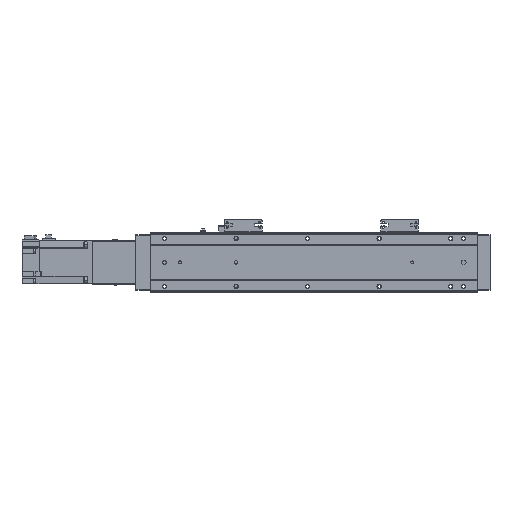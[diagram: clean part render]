
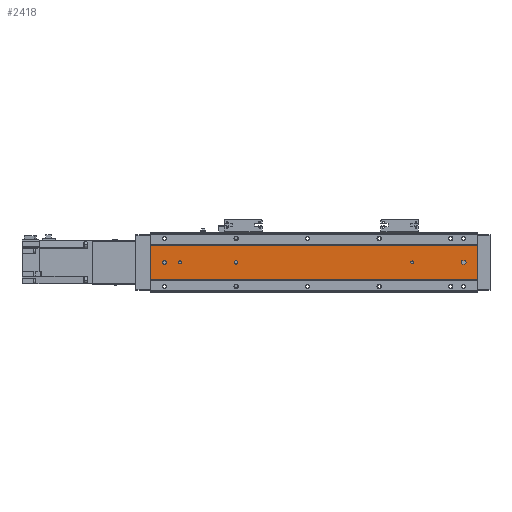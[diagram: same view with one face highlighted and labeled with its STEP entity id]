
A CAD part, front view. The second image highlights one B-rep face of the part: STEP entity #2418.
In plain terms, the highlighted planar face has unit normal (0, -1, 0).
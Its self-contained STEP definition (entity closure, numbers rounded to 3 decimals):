
#61 = CIRCLE ( 'NONE', #14026, 2.1 ) ;
#123 = LINE ( 'NONE', #9149, #6850 ) ;
#230 = DIRECTION ( 'NONE',  ( 0., 0., -1. ) ) ;
#1279 = VERTEX_POINT ( 'NONE', #20829 ) ;
#1651 = CARTESIAN_POINT ( 'NONE',  ( 20., 1., 0. ) ) ;
#1700 = VERTEX_POINT ( 'NONE', #17150 ) ;
#1745 = DIRECTION ( 'NONE',  ( 0., 0., 1. ) ) ;
#2125 = DIRECTION ( 'NONE',  ( -1., 0., 0. ) ) ;
#2310 = VECTOR ( 'NONE', #230, 1000. ) ;
#2398 = VERTEX_POINT ( 'NONE', #2799 ) ;
#2418 = ADVANCED_FACE ( 'NONE', ( #5410, #22865, #5126, #3093, #18800, #25186 ), #11698, .F. ) ;
#2447 = DIRECTION ( 'NONE',  ( 0., 0., 1. ) ) ;
#2533 = EDGE_LOOP ( 'NONE', ( #5700, #18044, #26419, #15692 ) ) ;
#2761 = DIRECTION ( 'NONE',  ( 0., 0., 1. ) ) ;
#2799 = CARTESIAN_POINT ( 'NONE',  ( 20., 1., -2.5 ) ) ;
#2873 = AXIS2_PLACEMENT_3D ( 'NONE', #7127, #18480, #2761 ) ;
#3093 = FACE_BOUND ( 'NONE', #11548, .T. ) ;
#3434 = CIRCLE ( 'NONE', #3908, 2.1 ) ;
#3469 = EDGE_CURVE ( 'NONE', #20949, #1279, #23937, .T. ) ;
#3545 = ORIENTED_EDGE ( 'NONE', *, *, #14298, .F. ) ;
#3784 = DIRECTION ( 'NONE',  ( 0., -1., 0. ) ) ;
#3908 = AXIS2_PLACEMENT_3D ( 'NONE', #20625, #7672, #19024 ) ;
#4638 = CARTESIAN_POINT ( 'NONE',  ( 20., 1., 0. ) ) ;
#4648 = ORIENTED_EDGE ( 'NONE', *, *, #13769, .F. ) ;
#5126 = FACE_BOUND ( 'NONE', #7701, .T. ) ;
#5410 = FACE_OUTER_BOUND ( 'NONE', #2533, .T. ) ;
#5693 = DIRECTION ( 'NONE',  ( 1., 0., 0. ) ) ;
#5700 = ORIENTED_EDGE ( 'NONE', *, *, #21589, .T. ) ;
#5811 = DIRECTION ( 'NONE',  ( 0., -1., 0. ) ) ;
#6081 = VERTEX_POINT ( 'NONE', #25459 ) ;
#6826 = DIRECTION ( 'NONE',  ( -1., 0., 0. ) ) ;
#6850 = VECTOR ( 'NONE', #6826, 1000. ) ;
#7127 = CARTESIAN_POINT ( 'NONE',  ( 120., 1., 0. ) ) ;
#7346 = ORIENTED_EDGE ( 'NONE', *, *, #23158, .F. ) ;
#7672 = DIRECTION ( 'NONE',  ( 0., -1., 0. ) ) ;
#7701 = EDGE_LOOP ( 'NONE', ( #28681, #3545 ) ) ;
#7855 = LINE ( 'NONE', #16738, #19328 ) ;
#7958 = CIRCLE ( 'NONE', #21418, 2.1 ) ;
#8067 = CARTESIAN_POINT ( 'NONE',  ( 458., 1., -23.876 ) ) ;
#8598 = ORIENTED_EDGE ( 'NONE', *, *, #17213, .F. ) ;
#8811 = LINE ( 'NONE', #24220, #24135 ) ;
#8918 = ORIENTED_EDGE ( 'NONE', *, *, #10107, .F. ) ;
#8950 = DIRECTION ( 'NONE',  ( 0., 0., -1. ) ) ;
#9149 = CARTESIAN_POINT ( 'NONE',  ( 458., 1., 2.5 ) ) ;
#9987 = CIRCLE ( 'NONE', #13701, 2.5 ) ;
#10040 = CARTESIAN_POINT ( 'NONE',  ( 437., 1., -2.5 ) ) ;
#10058 = VERTEX_POINT ( 'NONE', #13266 ) ;
#10107 = EDGE_CURVE ( 'NONE', #27260, #13943, #20975, .T. ) ;
#10546 = CARTESIAN_POINT ( 'NONE',  ( 437., 1., 2.5 ) ) ;
#10837 = CARTESIAN_POINT ( 'NONE',  ( 0., 1., 23.876 ) ) ;
#11158 = CARTESIAN_POINT ( 'NONE',  ( 366.45, 1., 0. ) ) ;
#11320 = CARTESIAN_POINT ( 'NONE',  ( 0., 1., 23.876 ) ) ;
#11548 = EDGE_LOOP ( 'NONE', ( #16860, #23593 ) ) ;
#11698 = PLANE ( 'NONE',  #27349 ) ;
#11703 = CARTESIAN_POINT ( 'NONE',  ( 458., 1., 23.876 ) ) ;
#11728 = VECTOR ( 'NONE', #2125, 1000. ) ;
#11980 = CIRCLE ( 'NONE', #26828, 2.5 ) ;
#12553 = VECTOR ( 'NONE', #13070, 1000. ) ;
#12714 = EDGE_CURVE ( 'NONE', #13301, #16374, #8811, .T. ) ;
#12786 = LINE ( 'NONE', #15096, #12553 ) ;
#12929 = DIRECTION ( 'NONE',  ( 0., -1., 0. ) ) ;
#13054 = CIRCLE ( 'NONE', #16311, 2.5 ) ;
#13070 = DIRECTION ( 'NONE',  ( -1., 0., 0. ) ) ;
#13266 = CARTESIAN_POINT ( 'NONE',  ( 41.75, 1., 2.1 ) ) ;
#13301 = VERTEX_POINT ( 'NONE', #11703 ) ;
#13535 = DIRECTION ( 'NONE',  ( 0., -1., 0. ) ) ;
#13691 = ORIENTED_EDGE ( 'NONE', *, *, #20038, .F. ) ;
#13696 = EDGE_LOOP ( 'NONE', ( #7346, #23338 ) ) ;
#13701 = AXIS2_PLACEMENT_3D ( 'NONE', #21770, #12929, #24529 ) ;
#13769 = EDGE_CURVE ( 'NONE', #13943, #27260, #13054, .T. ) ;
#13943 = VERTEX_POINT ( 'NONE', #28473 ) ;
#14026 = AXIS2_PLACEMENT_3D ( 'NONE', #15264, #14973, #24118 ) ;
#14275 = VERTEX_POINT ( 'NONE', #10546 ) ;
#14298 = EDGE_CURVE ( 'NONE', #1279, #20949, #7958, .T. ) ;
#14421 = EDGE_LOOP ( 'NONE', ( #8598, #14994, #13691, #22415 ) ) ;
#14559 = DIRECTION ( 'NONE',  ( 1., 0., 0. ) ) ;
#14651 = VERTEX_POINT ( 'NONE', #14875 ) ;
#14875 = CARTESIAN_POINT ( 'NONE',  ( 439., 1., 2.5 ) ) ;
#14973 = DIRECTION ( 'NONE',  ( 0., -1., 0. ) ) ;
#14994 = ORIENTED_EDGE ( 'NONE', *, *, #27750, .F. ) ;
#15096 = CARTESIAN_POINT ( 'NONE',  ( 458., 1., 23.876 ) ) ;
#15264 = CARTESIAN_POINT ( 'NONE',  ( 41.75, 1., 0. ) ) ;
#15655 = DIRECTION ( 'NONE',  ( 0., -1., 0. ) ) ;
#15692 = ORIENTED_EDGE ( 'NONE', *, *, #21513, .T. ) ;
#15736 = EDGE_CURVE ( 'NONE', #10058, #6081, #3434, .T. ) ;
#16311 = AXIS2_PLACEMENT_3D ( 'NONE', #25588, #5811, #25872 ) ;
#16351 = EDGE_CURVE ( 'NONE', #2398, #1700, #16518, .T. ) ;
#16374 = VERTEX_POINT ( 'NONE', #8067 ) ;
#16484 = CIRCLE ( 'NONE', #19711, 2.5 ) ;
#16518 = CIRCLE ( 'NONE', #28571, 2.5 ) ;
#16738 = CARTESIAN_POINT ( 'NONE',  ( 458., 1., -2.5 ) ) ;
#16860 = ORIENTED_EDGE ( 'NONE', *, *, #16351, .F. ) ;
#17150 = CARTESIAN_POINT ( 'NONE',  ( 20., 1., 2.5 ) ) ;
#17198 = VERTEX_POINT ( 'NONE', #10040 ) ;
#17213 = EDGE_CURVE ( 'NONE', #17198, #27670, #7855, .T. ) ;
#17557 = LINE ( 'NONE', #20302, #11728 ) ;
#17578 = VERTEX_POINT ( 'NONE', #10837 ) ;
#17771 = EDGE_LOOP ( 'NONE', ( #8918, #4648 ) ) ;
#17990 = LINE ( 'NONE', #11320, #2310 ) ;
#18044 = ORIENTED_EDGE ( 'NONE', *, *, #24862, .F. ) ;
#18261 = CARTESIAN_POINT ( 'NONE',  ( 0., 1., -23.876 ) ) ;
#18480 = DIRECTION ( 'NONE',  ( 0., -1., 0. ) ) ;
#18800 = FACE_BOUND ( 'NONE', #17771, .T. ) ;
#18893 = CARTESIAN_POINT ( 'NONE',  ( 439., 1., -2.5 ) ) ;
#19024 = DIRECTION ( 'NONE',  ( 0., 0., 1. ) ) ;
#19328 = VECTOR ( 'NONE', #14559, 1000. ) ;
#19711 = AXIS2_PLACEMENT_3D ( 'NONE', #23285, #3784, #1745 ) ;
#20038 = EDGE_CURVE ( 'NONE', #14651, #14275, #123, .T. ) ;
#20166 = EDGE_CURVE ( 'NONE', #1700, #2398, #11980, .T. ) ;
#20302 = CARTESIAN_POINT ( 'NONE',  ( 458., 1., -23.876 ) ) ;
#20625 = CARTESIAN_POINT ( 'NONE',  ( 41.75, 1., 0. ) ) ;
#20829 = CARTESIAN_POINT ( 'NONE',  ( 366.45, 1., 2.1 ) ) ;
#20949 = VERTEX_POINT ( 'NONE', #23178 ) ;
#20975 = CIRCLE ( 'NONE', #2873, 2.5 ) ;
#21418 = AXIS2_PLACEMENT_3D ( 'NONE', #21573, #28557, #26377 ) ;
#21513 = EDGE_CURVE ( 'NONE', #13301, #17578, #12786, .T. ) ;
#21571 = DIRECTION ( 'NONE',  ( 0., 0., 1. ) ) ;
#21573 = CARTESIAN_POINT ( 'NONE',  ( 366.45, 1., 0. ) ) ;
#21589 = EDGE_CURVE ( 'NONE', #17578, #23749, #17990, .T. ) ;
#21770 = CARTESIAN_POINT ( 'NONE',  ( 437., 1., 0. ) ) ;
#22415 = ORIENTED_EDGE ( 'NONE', *, *, #27224, .F. ) ;
#22865 = FACE_BOUND ( 'NONE', #13696, .T. ) ;
#23158 = EDGE_CURVE ( 'NONE', #6081, #10058, #61, .T. ) ;
#23178 = CARTESIAN_POINT ( 'NONE',  ( 366.45, 1., -2.1 ) ) ;
#23285 = CARTESIAN_POINT ( 'NONE',  ( 439., 1., 0. ) ) ;
#23338 = ORIENTED_EDGE ( 'NONE', *, *, #15736, .F. ) ;
#23593 = ORIENTED_EDGE ( 'NONE', *, *, #20166, .F. ) ;
#23749 = VERTEX_POINT ( 'NONE', #18261 ) ;
#23937 = CIRCLE ( 'NONE', #25807, 2.1 ) ;
#24118 = DIRECTION ( 'NONE',  ( 0., 0., 1. ) ) ;
#24135 = VECTOR ( 'NONE', #8950, 1000. ) ;
#24220 = CARTESIAN_POINT ( 'NONE',  ( 458., 1., 23.876 ) ) ;
#24513 = DIRECTION ( 'NONE',  ( 0., 0., 1. ) ) ;
#24529 = DIRECTION ( 'NONE',  ( 0., 0., 1. ) ) ;
#24862 = EDGE_CURVE ( 'NONE', #16374, #23749, #17557, .T. ) ;
#25186 = FACE_BOUND ( 'NONE', #14421, .T. ) ;
#25459 = CARTESIAN_POINT ( 'NONE',  ( 41.75, 1., -2.1 ) ) ;
#25588 = CARTESIAN_POINT ( 'NONE',  ( 120., 1., 0. ) ) ;
#25616 = DIRECTION ( 'NONE',  ( 0., 1., 0. ) ) ;
#25807 = AXIS2_PLACEMENT_3D ( 'NONE', #11158, #15655, #24513 ) ;
#25872 = DIRECTION ( 'NONE',  ( 0., 0., 1. ) ) ;
#26377 = DIRECTION ( 'NONE',  ( 0., 0., 1. ) ) ;
#26419 = ORIENTED_EDGE ( 'NONE', *, *, #12714, .F. ) ;
#26828 = AXIS2_PLACEMENT_3D ( 'NONE', #4638, #13535, #2447 ) ;
#27224 = EDGE_CURVE ( 'NONE', #27670, #14651, #16484, .T. ) ;
#27260 = VERTEX_POINT ( 'NONE', #28066 ) ;
#27349 = AXIS2_PLACEMENT_3D ( 'NONE', #27370, #25616, #5693 ) ;
#27370 = CARTESIAN_POINT ( 'NONE',  ( 458., 1., 23.876 ) ) ;
#27670 = VERTEX_POINT ( 'NONE', #18893 ) ;
#27750 = EDGE_CURVE ( 'NONE', #14275, #17198, #9987, .T. ) ;
#27984 = DIRECTION ( 'NONE',  ( 0., -1., 0. ) ) ;
#28066 = CARTESIAN_POINT ( 'NONE',  ( 120., 1., -2.5 ) ) ;
#28473 = CARTESIAN_POINT ( 'NONE',  ( 120., 1., 2.5 ) ) ;
#28557 = DIRECTION ( 'NONE',  ( 0., -1., 0. ) ) ;
#28571 = AXIS2_PLACEMENT_3D ( 'NONE', #1651, #27984, #21571 ) ;
#28681 = ORIENTED_EDGE ( 'NONE', *, *, #3469, .F. ) ;
